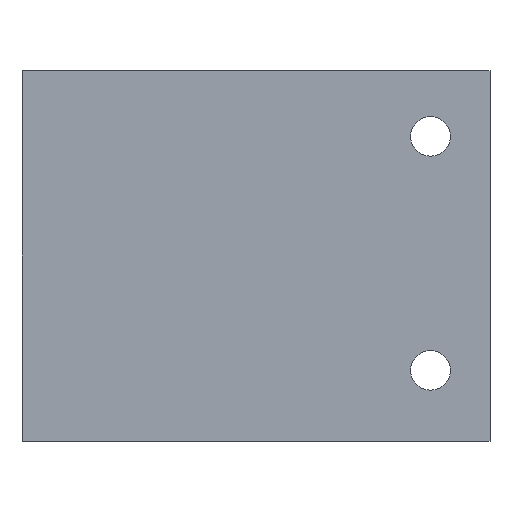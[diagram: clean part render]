
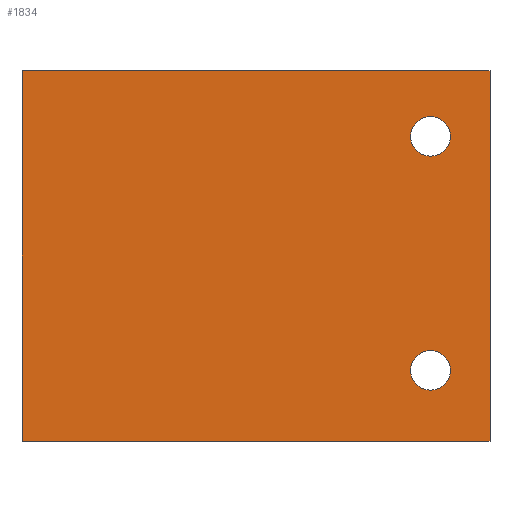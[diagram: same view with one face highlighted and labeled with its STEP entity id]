
A CAD part, front view. The second image highlights one B-rep face of the part: STEP entity #1834.
In plain terms, the highlighted planar face has unit normal (0, -1, 0).
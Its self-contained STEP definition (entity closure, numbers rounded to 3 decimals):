
#443 = PLANE('',#444);
#444 = AXIS2_PLACEMENT_3D('',#445,#446,#447);
#445 = CARTESIAN_POINT('',(-17.6,8.5,-132.));
#446 = DIRECTION('',(-0.,0.,-1.));
#447 = DIRECTION('',(-1.,0.,0.));
#555 = PLANE('',#556);
#556 = AXIS2_PLACEMENT_3D('',#557,#558,#559);
#557 = CARTESIAN_POINT('',(-17.6,8.5,-160.));
#558 = DIRECTION('',(-1.,0.,0.));
#559 = DIRECTION('',(0.,0.,1.));
#639 = PLANE('',#640);
#640 = AXIS2_PLACEMENT_3D('',#641,#642,#643);
#641 = CARTESIAN_POINT('',(-53.,8.5,-160.));
#642 = DIRECTION('',(0.,0.,1.));
#643 = DIRECTION('',(1.,0.,0.));
#927 = VERTEX_POINT('',#928);
#928 = CARTESIAN_POINT('',(-17.6,4.,-132.));
#949 = EDGE_CURVE('',#927,#950,#952,.T.);
#950 = VERTEX_POINT('',#951);
#951 = CARTESIAN_POINT('',(-53.,4.,-132.));
#952 = SURFACE_CURVE('',#953,(#957,#964),.PCURVE_S1.);
#953 = LINE('',#954,#955);
#954 = CARTESIAN_POINT('',(-17.6,4.,-132.));
#955 = VECTOR('',#956,1.);
#956 = DIRECTION('',(-1.,0.,0.));
#957 = PCURVE('',#443,#958);
#958 = DEFINITIONAL_REPRESENTATION('',(#959),#963);
#959 = LINE('',#960,#961);
#960 = CARTESIAN_POINT('',(0.,-4.5));
#961 = VECTOR('',#962,1.);
#962 = DIRECTION('',(1.,0.));
#963 = ( GEOMETRIC_REPRESENTATION_CONTEXT(2) 
PARAMETRIC_REPRESENTATION_CONTEXT() REPRESENTATION_CONTEXT('2D SPACE',''
  ) );
#964 = PCURVE('',#965,#970);
#965 = PLANE('',#966);
#966 = AXIS2_PLACEMENT_3D('',#967,#968,#969);
#967 = CARTESIAN_POINT('',(-33.855,4.,-145.978));
#968 = DIRECTION('',(0.,1.,0.));
#969 = DIRECTION('',(0.,0.,1.));
#970 = DEFINITIONAL_REPRESENTATION('',(#971),#975);
#971 = LINE('',#972,#973);
#972 = CARTESIAN_POINT('',(13.978,16.255));
#973 = VECTOR('',#974,1.);
#974 = DIRECTION('',(0.,-1.));
#975 = ( GEOMETRIC_REPRESENTATION_CONTEXT(2) 
PARAMETRIC_REPRESENTATION_CONTEXT() REPRESENTATION_CONTEXT('2D SPACE',''
  ) );
#993 = PLANE('',#994);
#994 = AXIS2_PLACEMENT_3D('',#995,#996,#997);
#995 = CARTESIAN_POINT('',(-53.,8.5,-132.));
#996 = DIRECTION('',(1.,0.,0.));
#997 = DIRECTION('',(0.,0.,-1.));
#1060 = VERTEX_POINT('',#1061);
#1061 = CARTESIAN_POINT('',(-53.,4.,-160.));
#1082 = EDGE_CURVE('',#1060,#1083,#1085,.T.);
#1083 = VERTEX_POINT('',#1084);
#1084 = CARTESIAN_POINT('',(-17.6,4.,-160.));
#1085 = SURFACE_CURVE('',#1086,(#1090,#1097),.PCURVE_S1.);
#1086 = LINE('',#1087,#1088);
#1087 = CARTESIAN_POINT('',(-53.,4.,-160.));
#1088 = VECTOR('',#1089,1.);
#1089 = DIRECTION('',(1.,0.,0.));
#1090 = PCURVE('',#639,#1091);
#1091 = DEFINITIONAL_REPRESENTATION('',(#1092),#1096);
#1092 = LINE('',#1093,#1094);
#1093 = CARTESIAN_POINT('',(0.,-4.5));
#1094 = VECTOR('',#1095,1.);
#1095 = DIRECTION('',(1.,0.));
#1096 = ( GEOMETRIC_REPRESENTATION_CONTEXT(2) 
PARAMETRIC_REPRESENTATION_CONTEXT() REPRESENTATION_CONTEXT('2D SPACE',''
  ) );
#1097 = PCURVE('',#965,#1098);
#1098 = DEFINITIONAL_REPRESENTATION('',(#1099),#1103);
#1099 = LINE('',#1100,#1101);
#1100 = CARTESIAN_POINT('',(-14.022,-19.145));
#1101 = VECTOR('',#1102,1.);
#1102 = DIRECTION('',(0.,1.));
#1103 = ( GEOMETRIC_REPRESENTATION_CONTEXT(2) 
PARAMETRIC_REPRESENTATION_CONTEXT() REPRESENTATION_CONTEXT('2D SPACE',''
  ) );
#1310 = EDGE_CURVE('',#1083,#927,#1311,.T.);
#1311 = SURFACE_CURVE('',#1312,(#1316,#1323),.PCURVE_S1.);
#1312 = LINE('',#1313,#1314);
#1313 = CARTESIAN_POINT('',(-17.6,4.,-160.));
#1314 = VECTOR('',#1315,1.);
#1315 = DIRECTION('',(0.,0.,1.));
#1316 = PCURVE('',#555,#1317);
#1317 = DEFINITIONAL_REPRESENTATION('',(#1318),#1322);
#1318 = LINE('',#1319,#1320);
#1319 = CARTESIAN_POINT('',(0.,-4.5));
#1320 = VECTOR('',#1321,1.);
#1321 = DIRECTION('',(1.,0.));
#1322 = ( GEOMETRIC_REPRESENTATION_CONTEXT(2) 
PARAMETRIC_REPRESENTATION_CONTEXT() REPRESENTATION_CONTEXT('2D SPACE',''
  ) );
#1323 = PCURVE('',#965,#1324);
#1324 = DEFINITIONAL_REPRESENTATION('',(#1325),#1329);
#1325 = LINE('',#1326,#1327);
#1326 = CARTESIAN_POINT('',(-14.022,16.255));
#1327 = VECTOR('',#1328,1.);
#1328 = DIRECTION('',(1.,0.));
#1329 = ( GEOMETRIC_REPRESENTATION_CONTEXT(2) 
PARAMETRIC_REPRESENTATION_CONTEXT() REPRESENTATION_CONTEXT('2D SPACE',''
  ) );
#1762 = EDGE_CURVE('',#950,#1060,#1763,.T.);
#1763 = SURFACE_CURVE('',#1764,(#1768,#1775),.PCURVE_S1.);
#1764 = LINE('',#1765,#1766);
#1765 = CARTESIAN_POINT('',(-53.,4.,-132.));
#1766 = VECTOR('',#1767,1.);
#1767 = DIRECTION('',(0.,0.,-1.));
#1768 = PCURVE('',#993,#1769);
#1769 = DEFINITIONAL_REPRESENTATION('',(#1770),#1774);
#1770 = LINE('',#1771,#1772);
#1771 = CARTESIAN_POINT('',(0.,-4.5));
#1772 = VECTOR('',#1773,1.);
#1773 = DIRECTION('',(1.,0.));
#1774 = ( GEOMETRIC_REPRESENTATION_CONTEXT(2) 
PARAMETRIC_REPRESENTATION_CONTEXT() REPRESENTATION_CONTEXT('2D SPACE',''
  ) );
#1775 = PCURVE('',#965,#1776);
#1776 = DEFINITIONAL_REPRESENTATION('',(#1777),#1781);
#1777 = LINE('',#1778,#1779);
#1778 = CARTESIAN_POINT('',(13.978,-19.145));
#1779 = VECTOR('',#1780,1.);
#1780 = DIRECTION('',(-1.,0.));
#1781 = ( GEOMETRIC_REPRESENTATION_CONTEXT(2) 
PARAMETRIC_REPRESENTATION_CONTEXT() REPRESENTATION_CONTEXT('2D SPACE',''
  ) );
#1834 = ADVANCED_FACE('',(#1835,#1841,#1876),#965,.F.);
#1835 = FACE_BOUND('',#1836,.T.);
#1836 = EDGE_LOOP('',(#1837,#1838,#1839,#1840));
#1837 = ORIENTED_EDGE('',*,*,#949,.T.);
#1838 = ORIENTED_EDGE('',*,*,#1762,.T.);
#1839 = ORIENTED_EDGE('',*,*,#1082,.T.);
#1840 = ORIENTED_EDGE('',*,*,#1310,.T.);
#1841 = FACE_BOUND('',#1842,.F.);
#1842 = EDGE_LOOP('',(#1843));
#1843 = ORIENTED_EDGE('',*,*,#1844,.T.);
#1844 = EDGE_CURVE('',#1845,#1845,#1847,.T.);
#1845 = VERTEX_POINT('',#1846);
#1846 = CARTESIAN_POINT('',(-20.6,4.,-136.95));
#1847 = SURFACE_CURVE('',#1848,(#1853,#1864),.PCURVE_S1.);
#1848 = CIRCLE('',#1849,1.5);
#1849 = AXIS2_PLACEMENT_3D('',#1850,#1851,#1852);
#1850 = CARTESIAN_POINT('',(-22.1,4.,-136.95));
#1851 = DIRECTION('',(0.,-1.,0.));
#1852 = DIRECTION('',(1.,0.,0.));
#1853 = PCURVE('',#965,#1854);
#1854 = DEFINITIONAL_REPRESENTATION('',(#1855),#1863);
#1855 = ( BOUNDED_CURVE() B_SPLINE_CURVE(2,(#1856,#1857,#1858,#1859,
#1860,#1861,#1862),.UNSPECIFIED.,.T.,.F.) B_SPLINE_CURVE_WITH_KNOTS((1,2
    ,2,2,2,1),(-2.094,0.,2.094,4.189,
6.283,8.378),.UNSPECIFIED.) CURVE() 
GEOMETRIC_REPRESENTATION_ITEM() RATIONAL_B_SPLINE_CURVE((1.,0.5,1.,0.5,
1.,0.5,1.)) REPRESENTATION_ITEM('') );
#1856 = CARTESIAN_POINT('',(9.028,13.255));
#1857 = CARTESIAN_POINT('',(11.626,13.255));
#1858 = CARTESIAN_POINT('',(10.327,11.005));
#1859 = CARTESIAN_POINT('',(9.028,8.755));
#1860 = CARTESIAN_POINT('',(7.729,11.005));
#1861 = CARTESIAN_POINT('',(6.43,13.255));
#1862 = CARTESIAN_POINT('',(9.028,13.255));
#1863 = ( GEOMETRIC_REPRESENTATION_CONTEXT(2) 
PARAMETRIC_REPRESENTATION_CONTEXT() REPRESENTATION_CONTEXT('2D SPACE',''
  ) );
#1864 = PCURVE('',#1865,#1870);
#1865 = CYLINDRICAL_SURFACE('',#1866,1.5);
#1866 = AXIS2_PLACEMENT_3D('',#1867,#1868,#1869);
#1867 = CARTESIAN_POINT('',(-22.1,8.5,-136.95));
#1868 = DIRECTION('',(0.,1.,0.));
#1869 = DIRECTION('',(1.,0.,0.));
#1870 = DEFINITIONAL_REPRESENTATION('',(#1871),#1875);
#1871 = LINE('',#1872,#1873);
#1872 = CARTESIAN_POINT('',(-0.,-4.5));
#1873 = VECTOR('',#1874,1.);
#1874 = DIRECTION('',(-1.,0.));
#1875 = ( GEOMETRIC_REPRESENTATION_CONTEXT(2) 
PARAMETRIC_REPRESENTATION_CONTEXT() REPRESENTATION_CONTEXT('2D SPACE',''
  ) );
#1876 = FACE_BOUND('',#1877,.F.);
#1877 = EDGE_LOOP('',(#1878));
#1878 = ORIENTED_EDGE('',*,*,#1879,.T.);
#1879 = EDGE_CURVE('',#1880,#1880,#1882,.T.);
#1880 = VERTEX_POINT('',#1881);
#1881 = CARTESIAN_POINT('',(-20.6,4.,-154.65));
#1882 = SURFACE_CURVE('',#1883,(#1888,#1899),.PCURVE_S1.);
#1883 = CIRCLE('',#1884,1.5);
#1884 = AXIS2_PLACEMENT_3D('',#1885,#1886,#1887);
#1885 = CARTESIAN_POINT('',(-22.1,4.,-154.65));
#1886 = DIRECTION('',(0.,-1.,0.));
#1887 = DIRECTION('',(1.,0.,0.));
#1888 = PCURVE('',#965,#1889);
#1889 = DEFINITIONAL_REPRESENTATION('',(#1890),#1898);
#1890 = ( BOUNDED_CURVE() B_SPLINE_CURVE(2,(#1891,#1892,#1893,#1894,
#1895,#1896,#1897),.UNSPECIFIED.,.T.,.F.) B_SPLINE_CURVE_WITH_KNOTS((1,2
    ,2,2,2,1),(-2.094,0.,2.094,4.189,
6.283,8.378),.UNSPECIFIED.) CURVE() 
GEOMETRIC_REPRESENTATION_ITEM() RATIONAL_B_SPLINE_CURVE((1.,0.5,1.,0.5,
1.,0.5,1.)) REPRESENTATION_ITEM('') );
#1891 = CARTESIAN_POINT('',(-8.672,13.255));
#1892 = CARTESIAN_POINT('',(-6.074,13.255));
#1893 = CARTESIAN_POINT('',(-7.373,11.005));
#1894 = CARTESIAN_POINT('',(-8.672,8.755));
#1895 = CARTESIAN_POINT('',(-9.971,11.005));
#1896 = CARTESIAN_POINT('',(-11.27,13.255));
#1897 = CARTESIAN_POINT('',(-8.672,13.255));
#1898 = ( GEOMETRIC_REPRESENTATION_CONTEXT(2) 
PARAMETRIC_REPRESENTATION_CONTEXT() REPRESENTATION_CONTEXT('2D SPACE',''
  ) );
#1899 = PCURVE('',#1900,#1905);
#1900 = CYLINDRICAL_SURFACE('',#1901,1.5);
#1901 = AXIS2_PLACEMENT_3D('',#1902,#1903,#1904);
#1902 = CARTESIAN_POINT('',(-22.1,8.5,-154.65));
#1903 = DIRECTION('',(0.,1.,0.));
#1904 = DIRECTION('',(1.,0.,0.));
#1905 = DEFINITIONAL_REPRESENTATION('',(#1906),#1910);
#1906 = LINE('',#1907,#1908);
#1907 = CARTESIAN_POINT('',(-0.,-4.5));
#1908 = VECTOR('',#1909,1.);
#1909 = DIRECTION('',(-1.,0.));
#1910 = ( GEOMETRIC_REPRESENTATION_CONTEXT(2) 
PARAMETRIC_REPRESENTATION_CONTEXT() REPRESENTATION_CONTEXT('2D SPACE',''
  ) );
